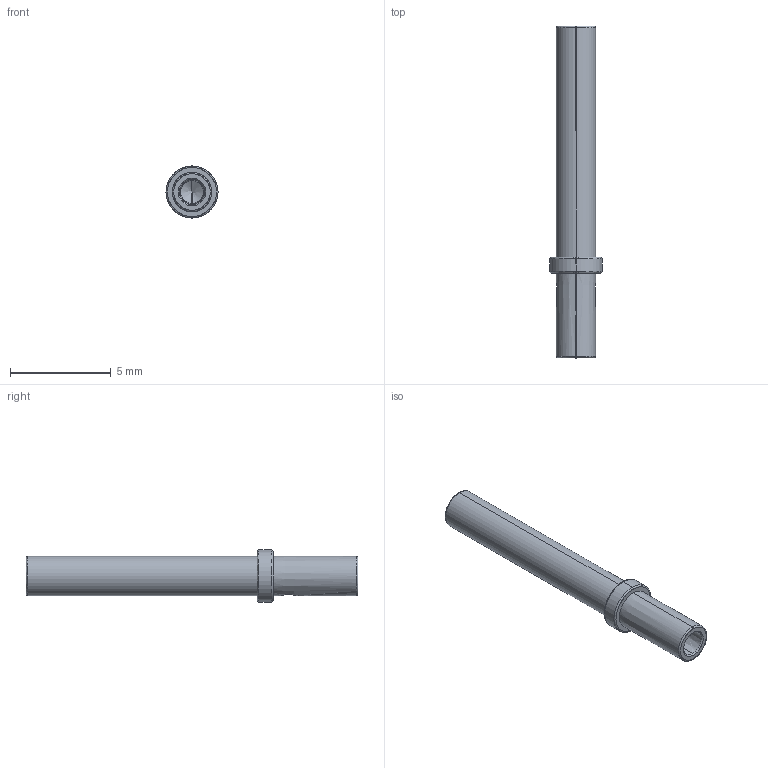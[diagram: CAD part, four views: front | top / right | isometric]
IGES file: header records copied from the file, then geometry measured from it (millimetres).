
Start section: SolidWorks IGES file using analytic representation for surfaces
Global section: file name: 16167-03-A.IGS; native system: SolidWorks 2010; preprocessor: SolidWorks 2010; author: Obadiah Bucchieri; date: 100823.115107; units: inch
Bounding box: 2.58 x 16.43 x 2.58 mm (x, y, z)
Surface area: 161.5 mm2 (no closed solid volume)
Topology: 0 solids, 0 shells, 34 faces, 412 edges, 408 vertices
Faces by surface type: revolution 22, bspline 12
